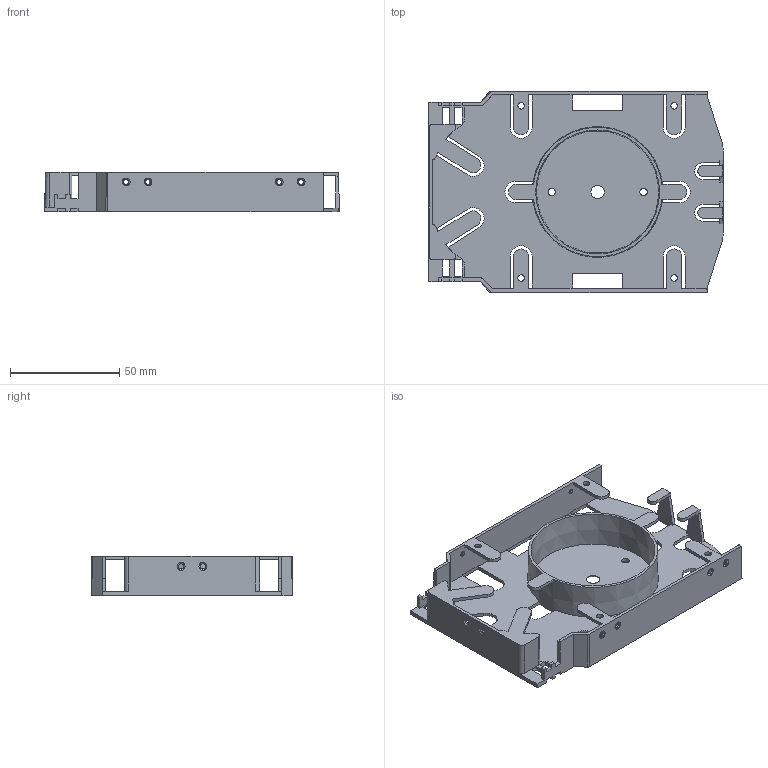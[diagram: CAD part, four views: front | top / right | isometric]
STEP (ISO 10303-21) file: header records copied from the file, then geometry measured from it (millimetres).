
FILE_DESCRIPTION(/* description */ ('Unknown'),/* implementation_level */ '2;1');
FILE_NAME(/* name */ 'Spleißkassette-Überlänge - 11-2016 - ENG-016170-LOGO',/* time_stamp */ '2016-12-09T15:39:17+01:00',/* author */ ('Unknown'),/* organization */ ('Unknown'),/* preprocessor_version */ 'ST-DEVELOPER v16',/* originating_system */ 'DEX',/* authorisation */ $);
FILE_SCHEMA (('AP242_MANAGED_MODEL_BASED_3D_ENGINEERING_MIM_LF { 1 0 10303 442 1 1 4 }','AUTOMOTIVE_DESIGN {1 0 10303 214 3 1 1}'));
Length unit declared in the file: millimetre
Products named in the file (1): Spleißkassette-Überlänge - 11-2016 - ENG-016170-LOGO
Bounding box: 134.8 x 92.4 x 18.2 mm (x, y, z)
Volume: 31483.5 mm3; surface area: 42015.3 mm2
Topology: 1 solids, 1 shells, 492 faces, 1464 edges, 968 vertices
Faces by surface type: plane 252, cylinder 193, bspline 28, cone 19
Full cylindrical faces by diameter (mm): 2.4 x10, 3 x4, 3.4 x2, 3.6 x8, 6.1 x1
Entity records: 20174 total; most frequent: CARTESIAN_POINT 3405, ORIENTED_EDGE 2826, DIRECTION 2700, EDGE_CURVE 1413, VERTEX_POINT 959, LINE 936, VECTOR 936, AXIS2_PLACEMENT_3D 882
